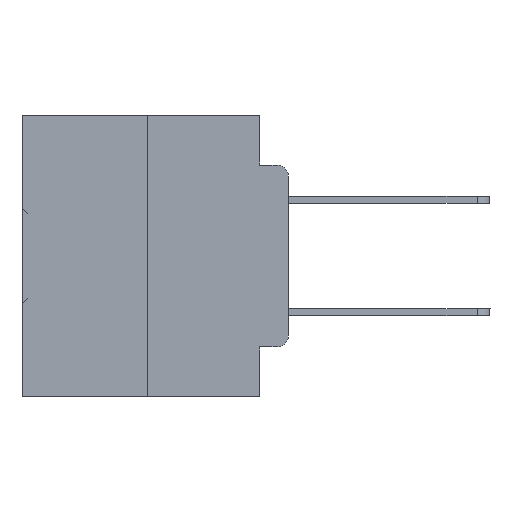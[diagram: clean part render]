
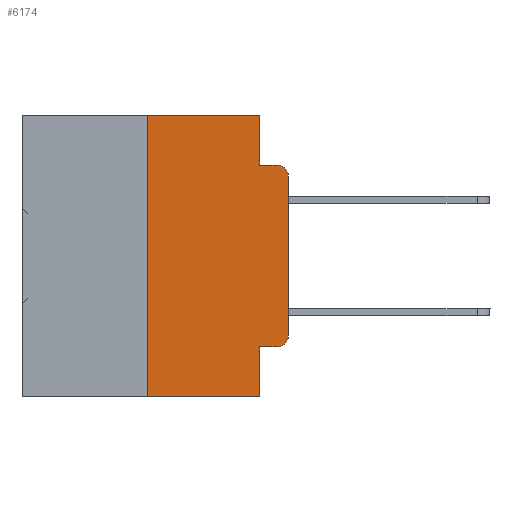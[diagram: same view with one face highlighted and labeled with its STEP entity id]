
A CAD part, left-side view. The second image highlights one B-rep face of the part: STEP entity #6174.
In plain terms, the highlighted planar face has unit normal (-1, 0, 0).
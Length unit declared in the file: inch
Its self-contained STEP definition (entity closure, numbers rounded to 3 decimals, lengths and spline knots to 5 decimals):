
#156 = VERTEX_POINT ( 'NONE', #18447 ) ;
#258 = CARTESIAN_POINT ( 'NONE',  ( 0., 0., -0.3915 ) ) ;
#2641 = VERTEX_POINT ( 'NONE', #7266 ) ;
#2950 = LINE ( 'NONE', #29002, #19768 ) ;
#3879 = CARTESIAN_POINT ( 'NONE',  ( 0., 0.051, -0.4115 ) ) ;
#4154 = EDGE_CURVE ( 'NONE', #4410, #6115, #24505, .T. ) ;
#4202 = AXIS2_PLACEMENT_3D ( 'NONE', #21860, #13532, #24315 ) ;
#4410 = VERTEX_POINT ( 'NONE', #29989 ) ;
#5257 = ORIENTED_EDGE ( 'NONE', *, *, #8061, .F. ) ;
#5932 = VECTOR ( 'NONE', #12380, 39.37008 ) ;
#5944 = CARTESIAN_POINT ( 'NONE',  ( 0., 0.051, -0.4115 ) ) ;
#6115 = VERTEX_POINT ( 'NONE', #30144 ) ;
#6174 = ADVANCED_FACE ( 'NONE', ( #13322 ), #21636, .F. ) ;
#6281 = DIRECTION ( 'NONE',  ( 0., -1., 0. ) ) ;
#7266 = CARTESIAN_POINT ( 'NONE',  ( 0., 0.051, -0.5 ) ) ;
#7333 = VECTOR ( 'NONE', #24903, 39.37008 ) ;
#7421 = ORIENTED_EDGE ( 'NONE', *, *, #30263, .T. ) ;
#7874 = ORIENTED_EDGE ( 'NONE', *, *, #4154, .F. ) ;
#8061 = EDGE_CURVE ( 'NONE', #30450, #156, #29847, .T. ) ;
#9068 = LINE ( 'NONE', #23457, #11773 ) ;
#9145 = EDGE_CURVE ( 'NONE', #156, #25748, #2950, .T. ) ;
#9396 = LINE ( 'NONE', #21112, #27111 ) ;
#9769 = DIRECTION ( 'NONE',  ( 0., 0., -1. ) ) ;
#10518 = EDGE_CURVE ( 'NONE', #25748, #4410, #9396, .T. ) ;
#10673 = CARTESIAN_POINT ( 'NONE',  ( 0., 0., -0.1085 ) ) ;
#10729 = EDGE_CURVE ( 'NONE', #31291, #6115, #32522, .T. ) ;
#10787 = ORIENTED_EDGE ( 'NONE', *, *, #10729, .T. ) ;
#11049 = CARTESIAN_POINT ( 'NONE',  ( 0., 0.051, -0.0885 ) ) ;
#11773 = VECTOR ( 'NONE', #20599, 39.37008 ) ;
#12240 = CARTESIAN_POINT ( 'NONE',  ( 0., 0.051, 0. ) ) ;
#12380 = DIRECTION ( 'NONE',  ( 0., -1., 0. ) ) ;
#12766 = DIRECTION ( 'NONE',  ( 1., 0., 0. ) ) ;
#13322 = FACE_OUTER_BOUND ( 'NONE', #20890, .T. ) ;
#13532 = DIRECTION ( 'NONE',  ( -1., 0., 0. ) ) ;
#13797 = VECTOR ( 'NONE', #6281, 39.37008 ) ;
#14455 = ORIENTED_EDGE ( 'NONE', *, *, #10518, .F. ) ;
#14538 = ORIENTED_EDGE ( 'NONE', *, *, #15150, .T. ) ;
#15150 = EDGE_CURVE ( 'NONE', #19886, #31291, #18646, .T. ) ;
#18111 = CARTESIAN_POINT ( 'NONE',  ( 0., 0.25, 0. ) ) ;
#18447 = CARTESIAN_POINT ( 'NONE',  ( 0., 0.25, 0. ) ) ;
#18628 = DIRECTION ( 'NONE',  ( 0., -1., 0. ) ) ;
#18646 = LINE ( 'NONE', #36061, #7333 ) ;
#18838 = VERTEX_POINT ( 'NONE', #25498 ) ;
#19768 = VECTOR ( 'NONE', #26513, 39.37008 ) ;
#19886 = VERTEX_POINT ( 'NONE', #258 ) ;
#20599 = DIRECTION ( 'NONE',  ( 0., 0., -1. ) ) ;
#20759 = ORIENTED_EDGE ( 'NONE', *, *, #26580, .F. ) ;
#20890 = EDGE_LOOP ( 'NONE', ( #14538, #10787, #7874, #14455, #25081, #5257, #7421, #20759, #22353, #33083 ) ) ;
#21112 = CARTESIAN_POINT ( 'NONE',  ( 0., 0.051, 0. ) ) ;
#21218 = LINE ( 'NONE', #26681, #13797 ) ;
#21397 = CARTESIAN_POINT ( 'NONE',  ( 0., 0.25, -0.5 ) ) ;
#21636 = PLANE ( 'NONE',  #25649 ) ;
#21860 = CARTESIAN_POINT ( 'NONE',  ( 0., 0.02, -0.1085 ) ) ;
#22353 = ORIENTED_EDGE ( 'NONE', *, *, #29747, .T. ) ;
#22895 = VECTOR ( 'NONE', #18628, 39.37008 ) ;
#23457 = CARTESIAN_POINT ( 'NONE',  ( 0., 0.051, 0. ) ) ;
#24315 = DIRECTION ( 'NONE',  ( 0., 0., -1. ) ) ;
#24404 = EDGE_CURVE ( 'NONE', #18838, #19886, #32261, .T. ) ;
#24505 = LINE ( 'NONE', #11049, #22895 ) ;
#24903 = DIRECTION ( 'NONE',  ( 0., 0., 1. ) ) ;
#25081 = ORIENTED_EDGE ( 'NONE', *, *, #9145, .F. ) ;
#25214 = VECTOR ( 'NONE', #26236, 39.37008 ) ;
#25498 = CARTESIAN_POINT ( 'NONE',  ( 0., 0.02, -0.4115 ) ) ;
#25649 = AXIS2_PLACEMENT_3D ( 'NONE', #36392, #12766, #32265 ) ;
#25659 = DIRECTION ( 'NONE',  ( 0., 0., -1. ) ) ;
#25748 = VERTEX_POINT ( 'NONE', #12240 ) ;
#26236 = DIRECTION ( 'NONE',  ( 0., 0., 1. ) ) ;
#26304 = VERTEX_POINT ( 'NONE', #5944 ) ;
#26513 = DIRECTION ( 'NONE',  ( 0., -1., 0. ) ) ;
#26580 = EDGE_CURVE ( 'NONE', #26304, #2641, #9068, .T. ) ;
#26681 = CARTESIAN_POINT ( 'NONE',  ( 0., 0.473, -0.5 ) ) ;
#27111 = VECTOR ( 'NONE', #9769, 39.37008 ) ;
#28881 = CARTESIAN_POINT ( 'NONE',  ( 0., 0.02, -0.3915 ) ) ;
#29002 = CARTESIAN_POINT ( 'NONE',  ( 0., 0.473, 0. ) ) ;
#29747 = EDGE_CURVE ( 'NONE', #26304, #18838, #35628, .T. ) ;
#29847 = LINE ( 'NONE', #18111, #25214 ) ;
#29989 = CARTESIAN_POINT ( 'NONE',  ( 0., 0.051, -0.0885 ) ) ;
#30144 = CARTESIAN_POINT ( 'NONE',  ( 0., 0.02, -0.0885 ) ) ;
#30263 = EDGE_CURVE ( 'NONE', #30450, #2641, #21218, .T. ) ;
#30450 = VERTEX_POINT ( 'NONE', #21397 ) ;
#31291 = VERTEX_POINT ( 'NONE', #10673 ) ;
#31698 = DIRECTION ( 'NONE',  ( -1., 0., 0. ) ) ;
#32261 = CIRCLE ( 'NONE', #33486, 0.02 ) ;
#32265 = DIRECTION ( 'NONE',  ( 0., 0., -1. ) ) ;
#32522 = CIRCLE ( 'NONE', #4202, 0.02 ) ;
#33083 = ORIENTED_EDGE ( 'NONE', *, *, #24404, .T. ) ;
#33486 = AXIS2_PLACEMENT_3D ( 'NONE', #28881, #31698, #25659 ) ;
#35628 = LINE ( 'NONE', #3879, #5932 ) ;
#36061 = CARTESIAN_POINT ( 'NONE',  ( 0., 0., 0. ) ) ;
#36392 = CARTESIAN_POINT ( 'NONE',  ( 0., 0.473, 0. ) ) ;
